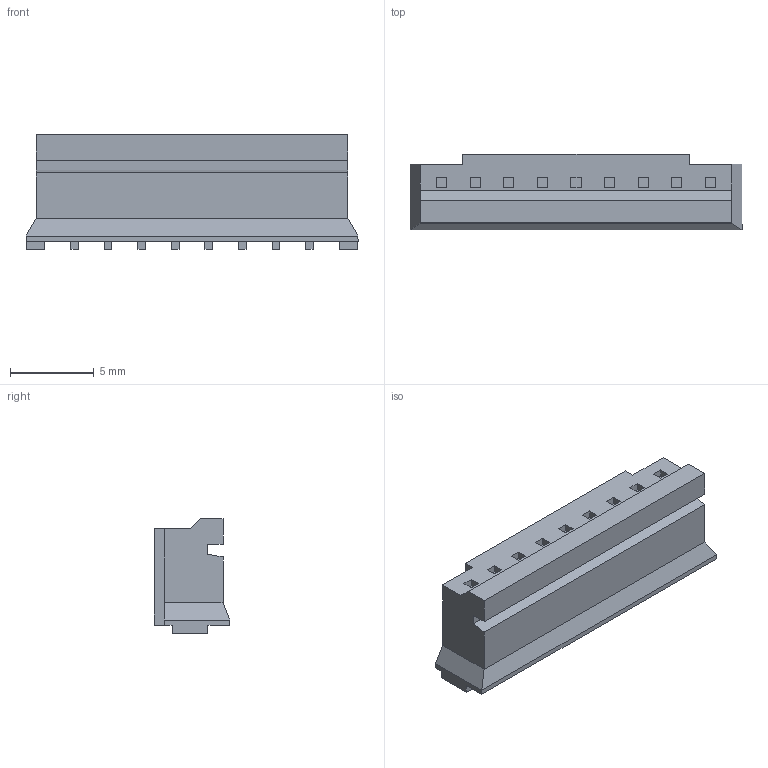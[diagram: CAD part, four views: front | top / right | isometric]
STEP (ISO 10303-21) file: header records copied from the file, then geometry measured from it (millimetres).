
FILE_DESCRIPTION (( 'STEP AP214' ), '1' );
FILE_NAME ('PHR-9.STEP', '2012-07-03T09:22:15', ( ' ' ), ( ' ' ), 'SwSTEP 2.0', 'SolidWorks 2005235', '' );
FILE_SCHEMA (( 'AUTOMOTIVE_DESIGN' ));
Length unit declared in the file: millimetre
Products named in the file (1): PHR-9
Bounding box: 19.8 x 4.5 x 6.85 mm (x, y, z)
Volume: 436.6 mm3; surface area: 522.3 mm2
Topology: 1 solids, 1 shells, 143 faces, 356 edges, 224 vertices
Faces by surface type: plane 143
Entity records: 4133 total; most frequent: CARTESIAN_POINT 724, ORIENTED_EDGE 712, DIRECTION 644, VECTOR 356, LINE 356, EDGE_CURVE 356, VERTEX_POINT 224, EDGE_LOOP 152
